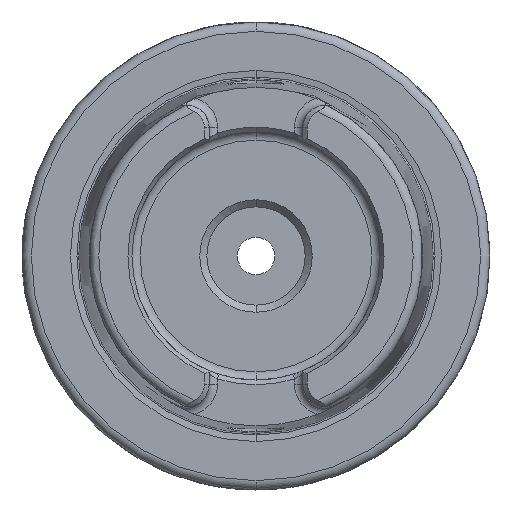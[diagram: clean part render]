
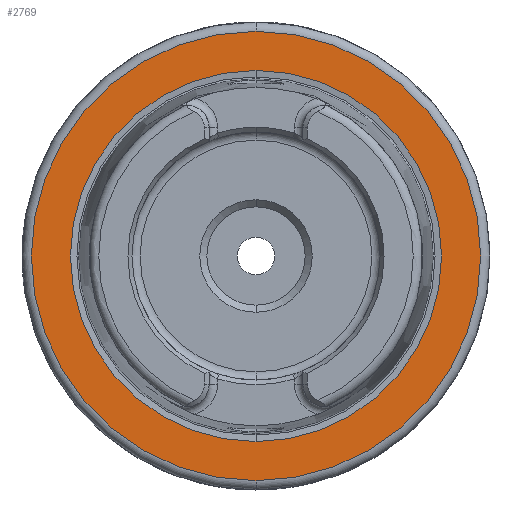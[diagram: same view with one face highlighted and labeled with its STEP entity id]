
A CAD part, left-side view. The second image highlights one B-rep face of the part: STEP entity #2769.
In plain terms, the highlighted planar face has unit normal (-1, 0, 0).
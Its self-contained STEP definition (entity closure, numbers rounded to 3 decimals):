
#21 = ORIENTED_EDGE ( 'NONE', *, *, #2821, .T. ) ;
#220 = CARTESIAN_POINT ( 'NONE',  ( 0., 39.647, 0. ) ) ;
#292 = DIRECTION ( 'NONE',  ( 1., 0., 0. ) ) ;
#612 = EDGE_CURVE ( 'NONE', #3203, #2534, #4443, .T. ) ;
#720 = DIRECTION ( 'NONE',  ( 1., 0., 0. ) ) ;
#736 = AXIS2_PLACEMENT_3D ( 'NONE', #4747, #1046, #5386 ) ;
#857 = DIRECTION ( 'NONE',  ( -1., 0., 0. ) ) ;
#1046 = DIRECTION ( 'NONE',  ( 1., 0., 0. ) ) ;
#1163 = ORIENTED_EDGE ( 'NONE', *, *, #6458, .F. ) ;
#1455 = CIRCLE ( 'NONE', #2354, 48. ) ;
#2354 = AXIS2_PLACEMENT_3D ( 'NONE', #6438, #2690, #7052 ) ;
#2534 = VERTEX_POINT ( 'NONE', #2762 ) ;
#2563 = ORIENTED_EDGE ( 'NONE', *, *, #612, .T. ) ;
#2690 = DIRECTION ( 'NONE',  ( 1., 0., 0. ) ) ;
#2762 = CARTESIAN_POINT ( 'NONE',  ( 0., 0., 39.647 ) ) ;
#2769 = ADVANCED_FACE ( 'NONE', ( #4829, #3144 ), #6448, .T. ) ;
#2821 = EDGE_CURVE ( 'NONE', #2534, #3203, #7759, .T. ) ;
#3058 = CARTESIAN_POINT ( 'NONE',  ( 0., 0., -39.647 ) ) ;
#3144 = FACE_OUTER_BOUND ( 'NONE', #6346, .T. ) ;
#3203 = VERTEX_POINT ( 'NONE', #3058 ) ;
#3445 = CIRCLE ( 'NONE', #736, 48. ) ;
#3713 = DIRECTION ( 'NONE',  ( 0., 0., -1. ) ) ;
#3753 = EDGE_CURVE ( 'NONE', #7174, #6218, #3445, .T. ) ;
#4021 = CARTESIAN_POINT ( 'NONE',  ( 0., 0., 48. ) ) ;
#4077 = CARTESIAN_POINT ( 'NONE',  ( 0., 0., 0. ) ) ;
#4422 = CARTESIAN_POINT ( 'NONE',  ( 0., 0., 0. ) ) ;
#4443 = CIRCLE ( 'NONE', #6945, 39.647 ) ;
#4621 = DIRECTION ( 'NONE',  ( 0., 0., -1. ) ) ;
#4747 = CARTESIAN_POINT ( 'NONE',  ( 0., 0., 0. ) ) ;
#4829 = FACE_BOUND ( 'NONE', #6045, .T. ) ;
#4890 = ORIENTED_EDGE ( 'NONE', *, *, #3753, .F. ) ;
#5223 = DIRECTION ( 'NONE',  ( 0., 0., 1. ) ) ;
#5386 = DIRECTION ( 'NONE',  ( 0., 0., -1. ) ) ;
#5835 = AXIS2_PLACEMENT_3D ( 'NONE', #4077, #292, #4621 ) ;
#6045 = EDGE_LOOP ( 'NONE', ( #21, #2563 ) ) ;
#6218 = VERTEX_POINT ( 'NONE', #6598 ) ;
#6238 = AXIS2_PLACEMENT_3D ( 'NONE', #220, #857, #5223 ) ;
#6346 = EDGE_LOOP ( 'NONE', ( #1163, #4890 ) ) ;
#6438 = CARTESIAN_POINT ( 'NONE',  ( 0., 0., 0. ) ) ;
#6448 = PLANE ( 'NONE',  #6238 ) ;
#6458 = EDGE_CURVE ( 'NONE', #6218, #7174, #1455, .T. ) ;
#6598 = CARTESIAN_POINT ( 'NONE',  ( 0., 0., -48. ) ) ;
#6945 = AXIS2_PLACEMENT_3D ( 'NONE', #4422, #720, #3713 ) ;
#7052 = DIRECTION ( 'NONE',  ( 0., 0., -1. ) ) ;
#7174 = VERTEX_POINT ( 'NONE', #4021 ) ;
#7759 = CIRCLE ( 'NONE', #5835, 39.647 ) ;
